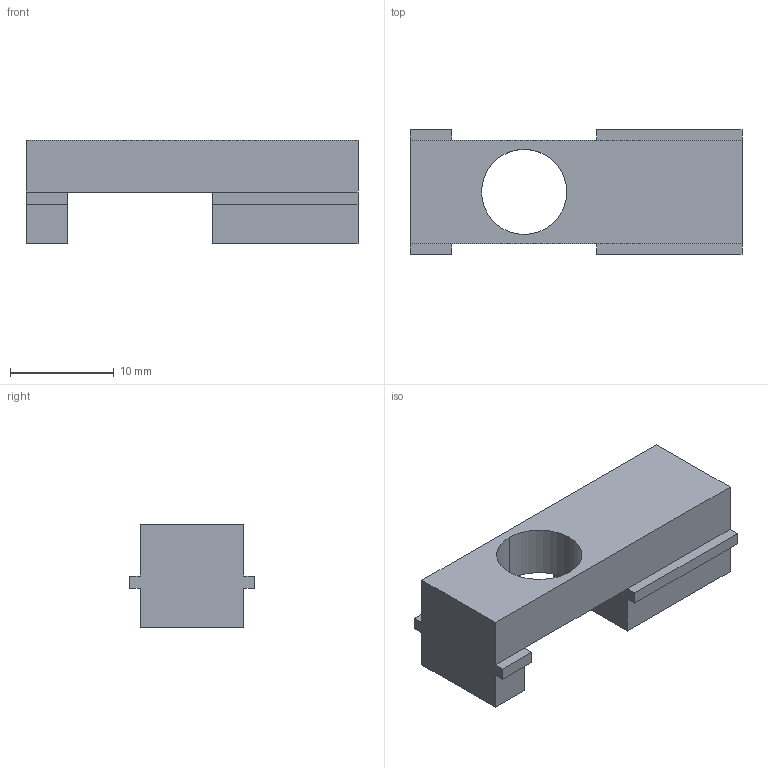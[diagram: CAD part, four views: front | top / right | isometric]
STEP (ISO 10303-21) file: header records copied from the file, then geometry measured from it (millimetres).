
FILE_DESCRIPTION(('STEP AP214'),'1');
FILE_NAME('cctmp_4B783471-7C70-46AB-A04B-48B91533E893_2020_1_8_16_30_21_394..stp','2020-01-08T15:30:21',('Bosch Rexroth AG'),('CADClick - www.CADClick.com'),'Spatial InterOp 3D',' ','unknown authorization - (Healing Option Enabled)');
FILE_SCHEMA(('AUTOMOTIVE_DESIGN'));
Length unit declared in the file: millimetre
Products named in the file (1): 2020_01_08__16-30-21-394
Bounding box: 32 x 12 x 10 mm (x, y, z)
Volume: 2279.1 mm3; surface area: 1544.8 mm2
Topology: 1 solids, 1 shells, 28 faces, 74 edges, 48 vertices
Faces by surface type: plane 26, cylinder 2
Entity records: 1102 total; most frequent: CARTESIAN_POINT 151, ORIENTED_EDGE 148, DIRECTION 136, EDGE_CURVE 74, LINE 70, VECTOR 70, VERTEX_POINT 48, AXIS2_PLACEMENT_3D 33
